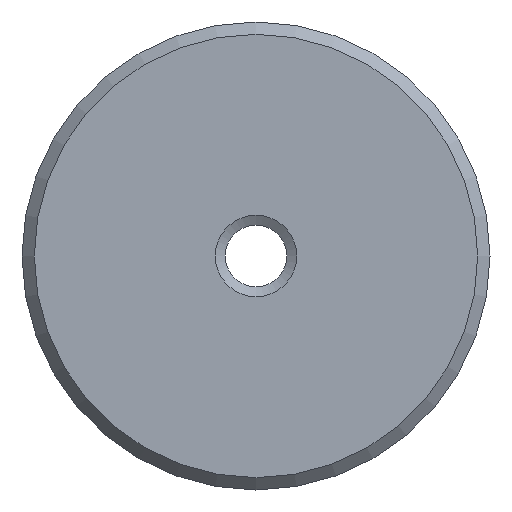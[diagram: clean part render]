
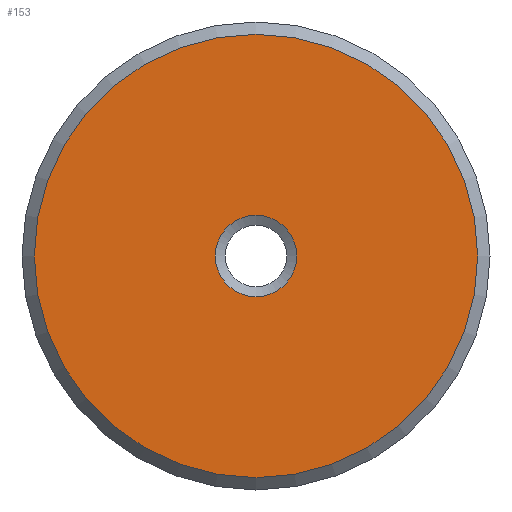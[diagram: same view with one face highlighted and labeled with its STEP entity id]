
A CAD part, front view. The second image highlights one B-rep face of the part: STEP entity #153.
In plain terms, the highlighted planar face has unit normal (0, -1, 0).
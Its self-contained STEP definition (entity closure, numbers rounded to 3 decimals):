
#16=FACE_BOUND('',#42,.T.);
#19=PLANE('',#183);
#29=FACE_OUTER_BOUND('',#41,.T.);
#41=EDGE_LOOP('',(#121));
#42=EDGE_LOOP('',(#122));
#70=CIRCLE('',#182,9.);
#71=CIRCLE('',#184,1.65);
#81=VERTEX_POINT('',#265);
#82=VERTEX_POINT('',#269);
#94=EDGE_CURVE('',#81,#81,#70,.T.);
#96=EDGE_CURVE('',#82,#82,#71,.T.);
#121=ORIENTED_EDGE('',*,*,#94,.F.);
#122=ORIENTED_EDGE('',*,*,#96,.T.);
#153=ADVANCED_FACE('',(#29,#16),#19,.T.);
#182=AXIS2_PLACEMENT_3D('',#266,#216,#217);
#183=AXIS2_PLACEMENT_3D('',#268,#219,#220);
#184=AXIS2_PLACEMENT_3D('',#270,#221,#222);
#216=DIRECTION('center_axis',(0.,1.,0.));
#217=DIRECTION('ref_axis',(0.,0.,
-1.));
#219=DIRECTION('center_axis',(0.,-1.,0.));
#220=DIRECTION('ref_axis',(0.,0.,
-1.));
#221=DIRECTION('center_axis',(0.,1.,0.));
#222=DIRECTION('ref_axis',(0.,0.,-1.));
#265=CARTESIAN_POINT('',(0.,-19.,-76.));
#266=CARTESIAN_POINT('Origin',(0.,-19.,
-85.));
#268=CARTESIAN_POINT('Origin',(0.,-19.,
-85.));
#269=CARTESIAN_POINT('',(0.,-19.,-83.35));
#270=CARTESIAN_POINT('Origin',(0.,-19.,
-85.));
